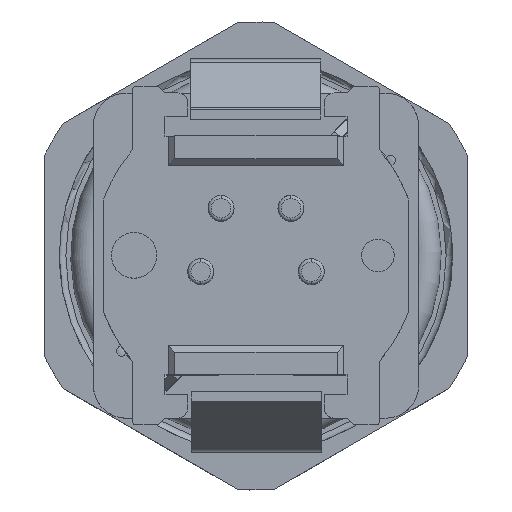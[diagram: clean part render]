
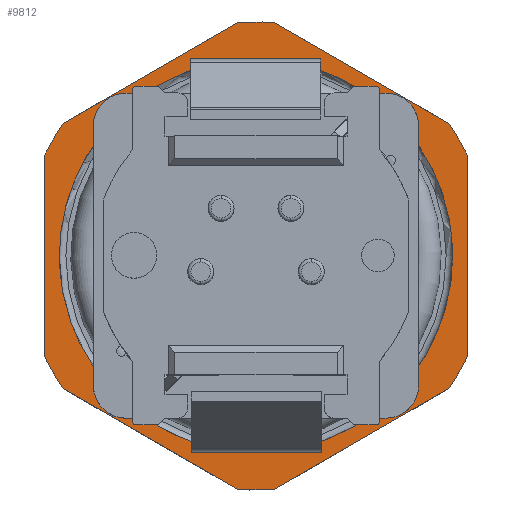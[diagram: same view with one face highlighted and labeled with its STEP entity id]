
A CAD part, top view. The second image highlights one B-rep face of the part: STEP entity #9812.
In plain terms, the highlighted planar face has unit normal (0, 0, 1).
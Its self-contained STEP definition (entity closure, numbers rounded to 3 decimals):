
#9482=AXIS2_PLACEMENT_3D('Circle Axis2P3D',#9480,#9481,$) ;
#9530=AXIS2_PLACEMENT_3D('Circle Axis2P3D',#9528,#9529,$) ;
#9578=AXIS2_PLACEMENT_3D('Circle Axis2P3D',#9576,#9577,$) ;
#9627=AXIS2_PLACEMENT_3D('Circle Axis2P3D',#9625,#9626,$) ;
#9682=AXIS2_PLACEMENT_3D('Circle Axis2P3D',#9680,#9681,$) ;
#9723=AXIS2_PLACEMENT_3D('Circle Axis2P3D',#9721,#9722,$) ;
#9736=AXIS2_PLACEMENT_3D('Plane Axis2P3D',#9733,#9734,#9735) ;
#9448=CARTESIAN_POINT('Line Origine',(13.,7.2,8.)) ;
#9452=CARTESIAN_POINT('Vertex',(13.,4.103,8.)) ;
#9454=CARTESIAN_POINT('Vertex',(13.,10.297,8.)) ;
#9480=CARTESIAN_POINT('Axis2P3D Location',(6.5,7.2,8.)) ;
#9484=CARTESIAN_POINT('Vertex',(12.432,3.119,8.)) ;
#9504=CARTESIAN_POINT('Line Origine',(9.75,1.571,8.)) ;
#9508=CARTESIAN_POINT('Vertex',(7.069,0.022,8.)) ;
#9528=CARTESIAN_POINT('Axis2P3D Location',(6.5,7.2,8.)) ;
#9532=CARTESIAN_POINT('Vertex',(5.931,0.022,8.)) ;
#9552=CARTESIAN_POINT('Line Origine',(3.25,1.571,8.)) ;
#9556=CARTESIAN_POINT('Vertex',(0.568,3.119,8.)) ;
#9576=CARTESIAN_POINT('Axis2P3D Location',(6.5,7.2,8.)) ;
#9580=CARTESIAN_POINT('Vertex',(0.,4.103,8.)) ;
#9600=CARTESIAN_POINT('Line Origine',(0.,7.2,8.)) ;
#9604=CARTESIAN_POINT('Vertex',(0.,10.297,8.)) ;
#9625=CARTESIAN_POINT('Axis2P3D Location',(6.5,7.2,8.)) ;
#9629=CARTESIAN_POINT('Vertex',(0.568,11.28,8.)) ;
#9649=CARTESIAN_POINT('Line Origine',(3.25,12.829,8.)) ;
#9653=CARTESIAN_POINT('Vertex',(5.932,14.378,8.)) ;
#9677=CARTESIAN_POINT('Vertex',(7.068,14.378,8.)) ;
#9680=CARTESIAN_POINT('Axis2P3D Location',(6.5,7.2,8.)) ;
#9697=CARTESIAN_POINT('Line Origine',(9.75,12.829,8.)) ;
#9701=CARTESIAN_POINT('Vertex',(12.432,11.28,8.)) ;
#9721=CARTESIAN_POINT('Axis2P3D Location',(6.5,7.2,8.)) ;
#9733=CARTESIAN_POINT('Axis2P3D Location',(13.125,7.2,8.)) ;
#9753=CARTESIAN_POINT('Control Point',(12.55,7.2,8.)) ;
#9754=CARTESIAN_POINT('Control Point',(12.55,6.598,8.)) ;
#9755=CARTESIAN_POINT('Control Point',(12.475,5.995,8.)) ;
#9756=CARTESIAN_POINT('Control Point',(12.325,5.405,8.)) ;
#9757=CARTESIAN_POINT('Control Point',(11.881,4.275,8.)) ;
#9758=CARTESIAN_POINT('Control Point',(11.174,3.288,8.)) ;
#9759=CARTESIAN_POINT('Control Point',(10.76,2.841,8.)) ;
#9760=CARTESIAN_POINT('Control Point',(9.831,2.06,8.)) ;
#9761=CARTESIAN_POINT('Control Point',(8.738,1.53,8.)) ;
#9762=CARTESIAN_POINT('Control Point',(8.161,1.335,8.)) ;
#9763=CARTESIAN_POINT('Control Point',(6.971,1.093,8.)) ;
#9764=CARTESIAN_POINT('Control Point',(5.758,1.15,8.)) ;
#9765=CARTESIAN_POINT('Control Point',(5.158,1.254,8.)) ;
#9766=CARTESIAN_POINT('Control Point',(3.997,1.61,8.)) ;
#9767=CARTESIAN_POINT('Control Point',(2.959,2.239,8.)) ;
#9768=CARTESIAN_POINT('Control Point',(2.482,2.617,8.)) ;
#9769=CARTESIAN_POINT('Control Point',(1.631,3.484,8.)) ;
#9770=CARTESIAN_POINT('Control Point',(1.019,4.533,8.)) ;
#9771=CARTESIAN_POINT('Control Point',(0.781,5.093,8.)) ;
#9772=CARTESIAN_POINT('Control Point',(0.563,5.857,8.)) ;
#9773=CARTESIAN_POINT('Control Point',(0.472,6.641,8.)) ;
#9774=CARTESIAN_POINT('Control Point',(0.457,6.827,8.)) ;
#9775=CARTESIAN_POINT('Control Point',(0.45,7.014,8.)) ;
#9776=CARTESIAN_POINT('Control Point',(0.45,7.2,8.)) ;
#9777=CARTESIAN_POINT('Vertex',(12.55,7.2,8.)) ;
#9779=CARTESIAN_POINT('Vertex',(0.45,7.2,8.)) ;
#9783=CARTESIAN_POINT('Control Point',(0.45,7.2,8.)) ;
#9784=CARTESIAN_POINT('Control Point',(0.45,7.802,8.)) ;
#9785=CARTESIAN_POINT('Control Point',(0.525,8.405,8.)) ;
#9786=CARTESIAN_POINT('Control Point',(0.675,8.995,8.)) ;
#9787=CARTESIAN_POINT('Control Point',(1.119,10.125,8.)) ;
#9788=CARTESIAN_POINT('Control Point',(1.826,11.112,8.)) ;
#9789=CARTESIAN_POINT('Control Point',(2.24,11.559,8.)) ;
#9790=CARTESIAN_POINT('Control Point',(3.169,12.34,8.)) ;
#9791=CARTESIAN_POINT('Control Point',(4.262,12.87,8.)) ;
#9792=CARTESIAN_POINT('Control Point',(4.839,13.065,8.)) ;
#9793=CARTESIAN_POINT('Control Point',(6.029,13.307,8.)) ;
#9794=CARTESIAN_POINT('Control Point',(7.242,13.25,8.)) ;
#9795=CARTESIAN_POINT('Control Point',(7.842,13.146,8.)) ;
#9796=CARTESIAN_POINT('Control Point',(9.003,12.79,8.)) ;
#9797=CARTESIAN_POINT('Control Point',(10.041,12.161,8.)) ;
#9798=CARTESIAN_POINT('Control Point',(10.518,11.783,8.)) ;
#9799=CARTESIAN_POINT('Control Point',(11.369,10.916,8.)) ;
#9800=CARTESIAN_POINT('Control Point',(11.981,9.867,8.)) ;
#9801=CARTESIAN_POINT('Control Point',(12.219,9.307,8.)) ;
#9802=CARTESIAN_POINT('Control Point',(12.437,8.543,8.)) ;
#9803=CARTESIAN_POINT('Control Point',(12.528,7.759,8.)) ;
#9804=CARTESIAN_POINT('Control Point',(12.543,7.573,8.)) ;
#9805=CARTESIAN_POINT('Control Point',(12.55,7.386,8.)) ;
#9806=CARTESIAN_POINT('Control Point',(12.55,7.2,8.)) ;
#9449=DIRECTION('Vector Direction',(0.,1.,0.)) ;
#9481=DIRECTION('Axis2P3D Direction',(0.,0.,-1.)) ;
#9505=DIRECTION('Vector Direction',(0.866,0.5,0.)) ;
#9529=DIRECTION('Axis2P3D Direction',(0.,0.,-1.)) ;
#9553=DIRECTION('Vector Direction',(0.866,-0.5,0.)) ;
#9577=DIRECTION('Axis2P3D Direction',(0.,0.,-1.)) ;
#9601=DIRECTION('Vector Direction',(0.,-1.,0.)) ;
#9626=DIRECTION('Axis2P3D Direction',(0.,0.,-1.)) ;
#9650=DIRECTION('Vector Direction',(-0.866,-0.5,0.)) ;
#9681=DIRECTION('Axis2P3D Direction',(0.,0.,-1.)) ;
#9698=DIRECTION('Vector Direction',(-0.866,0.5,0.)) ;
#9722=DIRECTION('Axis2P3D Direction',(0.,0.,-1.)) ;
#9734=DIRECTION('Axis2P3D Direction',(0.,0.,1.)) ;
#9735=DIRECTION('Axis2P3D XDirection',(0.,-1.,0.)) ;
#9450=VECTOR('Line Direction',#9449,1.) ;
#9506=VECTOR('Line Direction',#9505,1.) ;
#9554=VECTOR('Line Direction',#9553,1.) ;
#9602=VECTOR('Line Direction',#9601,1.) ;
#9651=VECTOR('Line Direction',#9650,1.) ;
#9699=VECTOR('Line Direction',#9698,1.) ;
#9739=ORIENTED_EDGE('',*,*,#9456,.T.) ;
#9740=ORIENTED_EDGE('',*,*,#9725,.F.) ;
#9741=ORIENTED_EDGE('',*,*,#9703,.T.) ;
#9742=ORIENTED_EDGE('',*,*,#9684,.F.) ;
#9743=ORIENTED_EDGE('',*,*,#9655,.T.) ;
#9744=ORIENTED_EDGE('',*,*,#9631,.F.) ;
#9745=ORIENTED_EDGE('',*,*,#9606,.T.) ;
#9746=ORIENTED_EDGE('',*,*,#9582,.F.) ;
#9747=ORIENTED_EDGE('',*,*,#9558,.T.) ;
#9748=ORIENTED_EDGE('',*,*,#9534,.F.) ;
#9749=ORIENTED_EDGE('',*,*,#9510,.T.) ;
#9750=ORIENTED_EDGE('',*,*,#9486,.F.) ;
#9809=ORIENTED_EDGE('',*,*,#9781,.T.) ;
#9810=ORIENTED_EDGE('',*,*,#9807,.T.) ;
#9811=FACE_BOUND('',#9808,.T.) ;
#9812=ADVANCED_FACE('V2',(#9751,#9811),#9737,.T.) ;
#9752=B_SPLINE_CURVE_WITH_KNOTS('',5,(#9753,#9754,#9755,#9756,#9757,#9758,#9759,#9760,#9761,#9762,#9763,#9764,#9765,#9766,#9767,#9768,#9769,#9770,#9771,#9772,#9773,#9774,#9775,#9776),.UNSPECIFIED.,.F.,.U.,(6,3,3,3,3,3,3,6),(0.,4.26,8.52,12.781,17.041,21.301,25.561,26.879),.UNSPECIFIED.) ;
#9782=B_SPLINE_CURVE_WITH_KNOTS('',5,(#9783,#9784,#9785,#9786,#9787,#9788,#9789,#9790,#9791,#9792,#9793,#9794,#9795,#9796,#9797,#9798,#9799,#9800,#9801,#9802,#9803,#9804,#9805,#9806),.UNSPECIFIED.,.F.,.U.,(6,3,3,3,3,3,3,6),(0.,4.26,8.52,12.781,17.041,21.301,25.561,26.879),.UNSPECIFIED.) ;
#9483=CIRCLE('generated circle',#9482,7.2) ;
#9531=CIRCLE('generated circle',#9530,7.2) ;
#9579=CIRCLE('generated circle',#9578,7.2) ;
#9628=CIRCLE('generated circle',#9627,7.2) ;
#9683=CIRCLE('generated circle',#9682,7.2) ;
#9724=CIRCLE('generated circle',#9723,7.2) ;
#9456=EDGE_CURVE('',#9453,#9455,#9451,.T.) ;
#9486=EDGE_CURVE('',#9453,#9485,#9483,.T.) ;
#9510=EDGE_CURVE('',#9509,#9485,#9507,.T.) ;
#9534=EDGE_CURVE('',#9509,#9533,#9531,.T.) ;
#9558=EDGE_CURVE('',#9557,#9533,#9555,.T.) ;
#9582=EDGE_CURVE('',#9557,#9581,#9579,.T.) ;
#9606=EDGE_CURVE('',#9605,#9581,#9603,.T.) ;
#9631=EDGE_CURVE('',#9605,#9630,#9628,.T.) ;
#9655=EDGE_CURVE('',#9654,#9630,#9652,.T.) ;
#9684=EDGE_CURVE('',#9654,#9678,#9683,.T.) ;
#9703=EDGE_CURVE('',#9702,#9678,#9700,.T.) ;
#9725=EDGE_CURVE('',#9702,#9455,#9724,.T.) ;
#9781=EDGE_CURVE('',#9778,#9780,#9752,.T.) ;
#9807=EDGE_CURVE('',#9780,#9778,#9782,.T.) ;
#9738=EDGE_LOOP('',(#9739,#9740,#9741,#9742,#9743,#9744,#9745,#9746,#9747,#9748,#9749,#9750)) ;
#9808=EDGE_LOOP('',(#9809,#9810)) ;
#9751=FACE_OUTER_BOUND('',#9738,.T.) ;
#9451=LINE('Line',#9448,#9450) ;
#9507=LINE('Line',#9504,#9506) ;
#9555=LINE('Line',#9552,#9554) ;
#9603=LINE('Line',#9600,#9602) ;
#9652=LINE('Line',#9649,#9651) ;
#9700=LINE('Line',#9697,#9699) ;
#9737=PLANE('',#9736) ;
#9453=VERTEX_POINT('',#9452) ;
#9455=VERTEX_POINT('',#9454) ;
#9485=VERTEX_POINT('',#9484) ;
#9509=VERTEX_POINT('',#9508) ;
#9533=VERTEX_POINT('',#9532) ;
#9557=VERTEX_POINT('',#9556) ;
#9581=VERTEX_POINT('',#9580) ;
#9605=VERTEX_POINT('',#9604) ;
#9630=VERTEX_POINT('',#9629) ;
#9654=VERTEX_POINT('',#9653) ;
#9678=VERTEX_POINT('',#9677) ;
#9702=VERTEX_POINT('',#9701) ;
#9778=VERTEX_POINT('',#9777) ;
#9780=VERTEX_POINT('',#9779) ;
